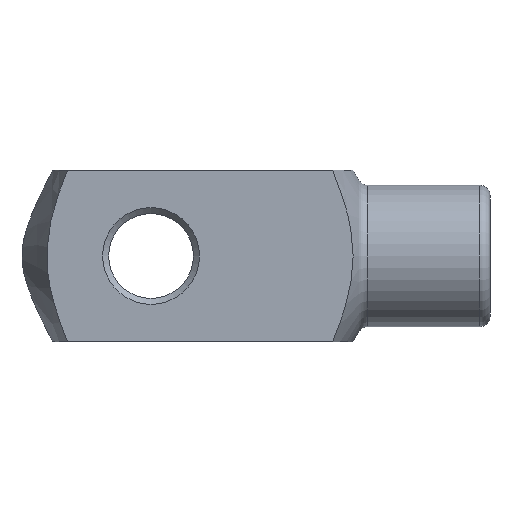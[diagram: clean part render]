
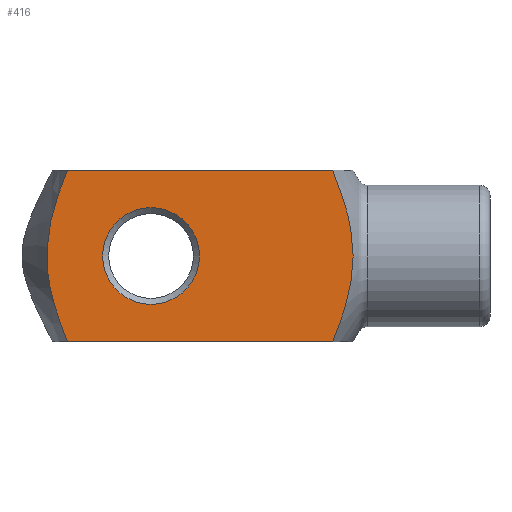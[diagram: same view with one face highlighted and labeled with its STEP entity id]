
A CAD part, left-side view. The second image highlights one B-rep face of the part: STEP entity #416.
In plain terms, the highlighted planar face has unit normal (-1, 0, 0).
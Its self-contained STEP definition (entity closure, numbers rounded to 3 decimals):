
#1 = CARTESIAN_POINT ( 'NONE',  ( -42.5, 42.811, -39.101 ) ) ;
#5 = ORIENTED_EDGE ( 'NONE', *, *, #395, .T. ) ;
#17 = EDGE_CURVE ( 'NONE', #920, #122, #928, .T. ) ;
#30 = CARTESIAN_POINT ( 'NONE',  ( -42.5, -92.709, -35.68 ) ) ;
#39 = CARTESIAN_POINT ( 'NONE',  ( -42.5, -100.17, -3.646 ) ) ;
#50 = CARTESIAN_POINT ( 'NONE',  ( -42.5, 41.423, 42.5 ) ) ;
#62 = CARTESIAN_POINT ( 'NONE',  ( -42.5, 49.048, 19.89 ) ) ;
#67 = CARTESIAN_POINT ( 'NONE',  ( -42.5, 51.228, -7.355 ) ) ;
#83 = CARTESIAN_POINT ( 'NONE',  ( -42.5, 51.025, -9.194 ) ) ;
#102 = CARTESIAN_POINT ( 'NONE',  ( -42.5, -99.491, 10.106 ) ) ;
#112 = CARTESIAN_POINT ( 'NONE',  ( -42.5, -97.396, -20.786 ) ) ;
#115 = CARTESIAN_POINT ( 'NONE',  ( -42.5, -99.118, -12.699 ) ) ;
#122 = VERTEX_POINT ( 'NONE', #374 ) ;
#133 = ORIENTED_EDGE ( 'NONE', *, *, #616, .T. ) ;
#155 = CARTESIAN_POINT ( 'NONE',  ( -42.5, 41.423, 42.5 ) ) ;
#179 = CARTESIAN_POINT ( 'NONE',  ( -42.5, -98.799, -14.501 ) ) ;
#185 = CARTESIAN_POINT ( 'NONE',  ( -42.5, -98.831, 14.664 ) ) ;
#209 = DIRECTION ( 'NONE',  ( 0., 0., -1. ) ) ;
#212 = CARTESIAN_POINT ( 'NONE',  ( -42.5, 51.518, -3.67 ) ) ;
#224 = DIRECTION ( 'NONE',  ( 0., -1., 0. ) ) ;
#233 = CARTESIAN_POINT ( 'NONE',  ( -42.5, 46.533, -28.779 ) ) ;
#247 = CARTESIAN_POINT ( 'NONE',  ( -42.5, -91.393, -39.104 ) ) ;
#255 = CARTESIAN_POINT ( 'NONE',  ( -42.5, -100.17, 1.837 ) ) ;
#264 = CARTESIAN_POINT ( 'NONE',  ( -42.5, 44.126, 35.681 ) ) ;
#274 = AXIS2_PLACEMENT_3D ( 'NONE', #864, #437, #429 ) ;
#279 = CARTESIAN_POINT ( 'NONE',  ( -42.5, 51.587, -1.836 ) ) ;
#290 = ORIENTED_EDGE ( 'NONE', *, *, #740, .T. ) ;
#296 = CARTESIAN_POINT ( 'NONE',  ( -42.5, 50.908, -10.109 ) ) ;
#329 = CARTESIAN_POINT ( 'NONE',  ( -42.5, -91.393, 39.103 ) ) ;
#332 = CARTESIAN_POINT ( 'NONE',  ( -42.5, -99.608, 9.19 ) ) ;
#339 = CARTESIAN_POINT ( 'NONE',  ( -42.5, 42.81, 39.104 ) ) ;
#352 = ORIENTED_EDGE ( 'NONE', *, *, #595, .F. ) ;
#355 = CARTESIAN_POINT ( 'NONE',  ( -42.5, 49.473, 18.096 ) ) ;
#364 = CARTESIAN_POINT ( 'NONE',  ( -42.5, 49.485, -18.238 ) ) ;
#374 = CARTESIAN_POINT ( 'NONE',  ( -42.5, -90.006, -42.5 ) ) ;
#383 = CARTESIAN_POINT ( 'NONE',  ( -42.5, -90.006, -42.5 ) ) ;
#395 = EDGE_CURVE ( 'NONE', #800, #800, #705, .T. ) ;
#410 = CARTESIAN_POINT ( 'NONE',  ( -42.5, -100.101, 3.67 ) ) ;
#416 = ADVANCED_FACE ( 'NONE', ( #433, #859 ), #499, .F. ) ;
#429 = DIRECTION ( 'NONE',  ( 0., 1., 0. ) ) ;
#432 = CARTESIAN_POINT ( 'NONE',  ( -42.5, 50.534, 12.702 ) ) ;
#433 = FACE_BOUND ( 'NONE', #683, .T. ) ;
#437 = DIRECTION ( 'NONE',  ( 1., 0., 0. ) ) ;
#469 = CARTESIAN_POINT ( 'NONE',  ( -42.5, -90.006, 42.5 ) ) ;
#484 = CARTESIAN_POINT ( 'NONE',  ( -42.5, -99.811, 7.349 ) ) ;
#499 = PLANE ( 'NONE',  #536 ) ;
#520 = VECTOR ( 'NONE', #224, 1000. ) ;
#536 = AXIS2_PLACEMENT_3D ( 'NONE', #720, #563, #209 ) ;
#537 = CARTESIAN_POINT ( 'NONE',  ( -42.5, -97.62, -19.889 ) ) ;
#552 = CARTESIAN_POINT ( 'NONE',  ( -42.5, -98.067, 18.242 ) ) ;
#557 = CARTESIAN_POINT ( 'NONE',  ( -42.5, 51.311, 7.283 ) ) ;
#563 = DIRECTION ( 'NONE',  ( 1., 0., 0. ) ) ;
#565 = CARTESIAN_POINT ( 'NONE',  ( -42.5, 64., -42.5 ) ) ;
#568 = CARTESIAN_POINT ( 'NONE',  ( -42.5, 41.423, -42.5 ) ) ;
#588 = CARTESIAN_POINT ( 'NONE',  ( -42.5, 44.125, -35.681 ) ) ;
#592 = CARTESIAN_POINT ( 'NONE',  ( -42.5, 47.627, -25.297 ) ) ;
#595 = EDGE_CURVE ( 'NONE', #807, #825, #745, .T. ) ;
#605 = CARTESIAN_POINT ( 'NONE',  ( -42.5, 64., 42.5 ) ) ;
#616 = EDGE_CURVE ( 'NONE', #122, #825, #653, .T. ) ;
#619 = CARTESIAN_POINT ( 'NONE',  ( -42.5, -96.226, -25.246 ) ) ;
#622 = CARTESIAN_POINT ( 'NONE',  ( -42.5, -98.242, -17.198 ) ) ;
#637 = CARTESIAN_POINT ( 'NONE',  ( -42.5, 46.543, 28.751 ) ) ;
#649 = CARTESIAN_POINT ( 'NONE',  ( -42.5, 47.644, 25.245 ) ) ;
#653 = B_SPLINE_CURVE_WITH_KNOTS ( 'NONE', 3,
 ( #383, #247, #30, #765, #619, #112, #537, #833, #622, #179, #115, #910, #39, #255, #410, #701, #484, #332, #102, #185, #552, #760, #840, #836, #329, #469 ),
 .UNSPECIFIED., .F., .F.,
 ( 4, 2, 2, 2, 2, 2, 2, 2, 2, 2, 2, 2, 4 ),
 ( 0.097, 0.108, 0.119, 0.121, 0.124, 0.13, 0.141, 0.146, 0.149, 0.152, 0.163, 0.174, 0.185 ),
 .UNSPECIFIED. ) ;
#683 = EDGE_LOOP ( 'NONE', ( #5 ) ) ;
#701 = CARTESIAN_POINT ( 'NONE',  ( -42.5, -99.896, 6.427 ) ) ;
#705 = CIRCLE ( 'NONE', #274, 24. ) ;
#720 = CARTESIAN_POINT ( 'NONE',  ( -42.5, 64., -42.5 ) ) ;
#725 = CARTESIAN_POINT ( 'NONE',  ( -42.5, 51.313, -6.431 ) ) ;
#738 = EDGE_LOOP ( 'NONE', ( #290, #851, #133, #352 ) ) ;
#740 = EDGE_CURVE ( 'NONE', #807, #920, #770, .T. ) ;
#745 = LINE ( 'NONE', #605, #520 ) ;
#753 = CARTESIAN_POINT ( 'NONE',  ( -42.5, -90.006, 42.5 ) ) ;
#760 = CARTESIAN_POINT ( 'NONE',  ( -42.5, -96.208, 25.302 ) ) ;
#765 = CARTESIAN_POINT ( 'NONE',  ( -42.5, -95.125, -28.752 ) ) ;
#770 = B_SPLINE_CURVE_WITH_KNOTS ( 'NONE', 3,
 ( #50, #339, #264, #637, #649, #62, #355, #938, #432, #557, #926, #279, #212, #725, #67, #83, #296, #816, #364, #592, #233, #588, #1, #882 ),
 .UNSPECIFIED., .F., .F.,
 ( 4, 2, 2, 2, 2, 2, 2, 2, 2, 2, 2, 4 ),
 ( 0.099, 0.11, 0.121, 0.126, 0.132, 0.143, 0.148, 0.151, 0.154, 0.165, 0.176, 0.187 ),
 .UNSPECIFIED. ) ;
#800 = VERTEX_POINT ( 'NONE', #880 ) ;
#807 = VERTEX_POINT ( 'NONE', #155 ) ;
#816 = CARTESIAN_POINT ( 'NONE',  ( -42.5, 50.248, -14.662 ) ) ;
#825 = VERTEX_POINT ( 'NONE', #753 ) ;
#833 = CARTESIAN_POINT ( 'NONE',  ( -42.5, -98.042, -18.096 ) ) ;
#836 = CARTESIAN_POINT ( 'NONE',  ( -42.5, -92.707, 35.684 ) ) ;
#840 = CARTESIAN_POINT ( 'NONE',  ( -42.5, -95.115, 28.784 ) ) ;
#843 = VECTOR ( 'NONE', #874, 1000. ) ;
#851 = ORIENTED_EDGE ( 'NONE', *, *, #17, .T. ) ;
#859 = FACE_OUTER_BOUND ( 'NONE', #738, .T. ) ;
#864 = CARTESIAN_POINT ( 'NONE',  ( -42.5, 0., 0. ) ) ;
#874 = DIRECTION ( 'NONE',  ( 0., -1., 0. ) ) ;
#880 = CARTESIAN_POINT ( 'NONE',  ( -42.5, 24., 0. ) ) ;
#882 = CARTESIAN_POINT ( 'NONE',  ( -42.5, 41.423, -42.5 ) ) ;
#910 = CARTESIAN_POINT ( 'NONE',  ( -42.5, -99.895, -7.278 ) ) ;
#920 = VERTEX_POINT ( 'NONE', #568 ) ;
#926 = CARTESIAN_POINT ( 'NONE',  ( -42.5, 51.587, 3.65 ) ) ;
#928 = LINE ( 'NONE', #565, #843 ) ;
#938 = CARTESIAN_POINT ( 'NONE',  ( -42.5, 50.216, 14.503 ) ) ;
